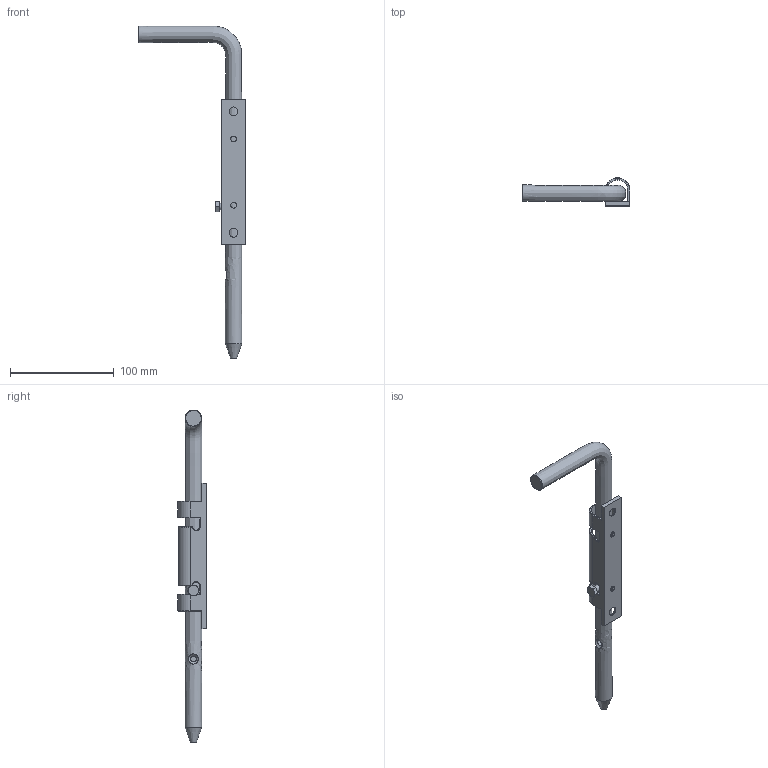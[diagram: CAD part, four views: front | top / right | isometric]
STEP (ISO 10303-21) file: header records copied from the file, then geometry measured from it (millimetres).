
FILE_DESCRIPTION(/* description */ (''),/* implementation_level */ '2;1');
FILE_NAME(/* name */ '50210.iam.step',/* time_stamp */ '2022-07-20T08:11:07+02:00',/* author */ ('Abt. Technik'),/* organization */ (''),/* preprocessor_version */ 'ST-DEVELOPER v19.2',/* originating_system */ 'Autodesk Inventor 2023',/* authorisation */ '');
FILE_SCHEMA (('AUTOMOTIVE_DESIGN { 1 0 10303 214 3 1 1 }'));
Length unit declared in the file: millimetre
Products named in the file (4): 50210; 50210 Anbauteil; 50210 Riegel; ISO 4017 - M6 x 16
Assembly tree (3 placements, depth 2):
  50210
    50210 Anbauteil
    50210 Riegel
    ISO 4017 - M6 x 16
Bounding box: 103.66 x 27.25 x 320 mm (x, y, z)
Volume: 99391.7 mm3; surface area: 38474.4 mm2
Topology: 3 solids, 3 shells, 100 faces, 250 edges, 156 vertices
Faces by surface type: cylinder 36, plane 36, torus 12, cone 11, bspline 5
Full cylindrical faces by diameter (mm): 5.5 x2, 5.8 x2, 6 x1, 8.5 x2, 8.88 x1
Entity records: 4659 total; most frequent: CARTESIAN_POINT 2115, DIRECTION 513, ORIENTED_EDGE 500, EDGE_CURVE 250, AXIS2_PLACEMENT_3D 192, VERTEX_POINT 156, LINE 129, VECTOR 129
